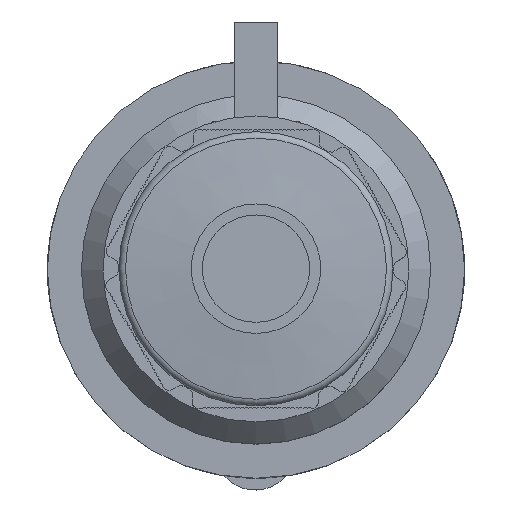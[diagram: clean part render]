
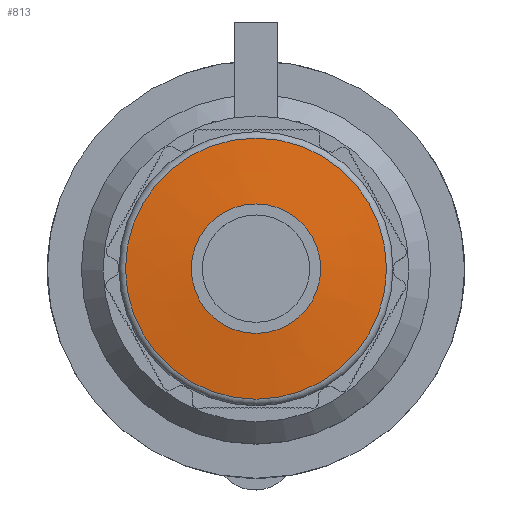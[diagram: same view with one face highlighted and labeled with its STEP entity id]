
A CAD part, top view. The second image highlights one B-rep face of the part: STEP entity #813.
In plain terms, the highlighted conical face has half-angle 84.289 degrees and reference radius 18.95 mm.
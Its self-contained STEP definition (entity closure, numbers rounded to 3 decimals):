
#172=CONICAL_SURFACE('',#9725,18.95,84.289);
#246=FACE_BOUND('',#2171,.T.);
#247=FACE_BOUND('',#2172,.T.);
#366=CIRCLE('',#9398,8.95);
#372=CIRCLE('',#9724,18.05);
#813=ADVANCED_FACE('',(#246,#247),#172,.T.);
#2171=EDGE_LOOP('',(#4456));
#2172=EDGE_LOOP('',(#4457));
#4456=ORIENTED_EDGE('',*,*,#6815,.T.);
#4457=ORIENTED_EDGE('',*,*,#6187,.F.);
#5283=VERTEX_POINT('',#13155);
#5597=VERTEX_POINT('',#14417);
#6187=EDGE_CURVE('',#5283,#5283,#366,.T.);
#6815=EDGE_CURVE('',#5597,#5597,#372,.T.);
#9398=AXIS2_PLACEMENT_3D('',#13154,#10481,#10482);
#9724=AXIS2_PLACEMENT_3D('',#14416,#11755,#11756);
#9725=AXIS2_PLACEMENT_3D('',#14418,#11757,#11758);
#10481=DIRECTION('',(0.,0.,1.));
#10482=DIRECTION('',(1.,0.,0.));
#11755=DIRECTION('',(0.,0.,1.));
#11756=DIRECTION('',(1.,0.,0.));
#11757=DIRECTION('',(0.,0.,-1.));
#11758=DIRECTION('',(-1.,0.,0.));
#13154=CARTESIAN_POINT('',(0.,0.,126.3));
#13155=CARTESIAN_POINT('',(8.95,0.,126.3));
#14416=CARTESIAN_POINT('',(0.,0.,125.39));
#14417=CARTESIAN_POINT('',(18.05,0.,125.39));
#14418=CARTESIAN_POINT('',(0.,0.,125.3));
